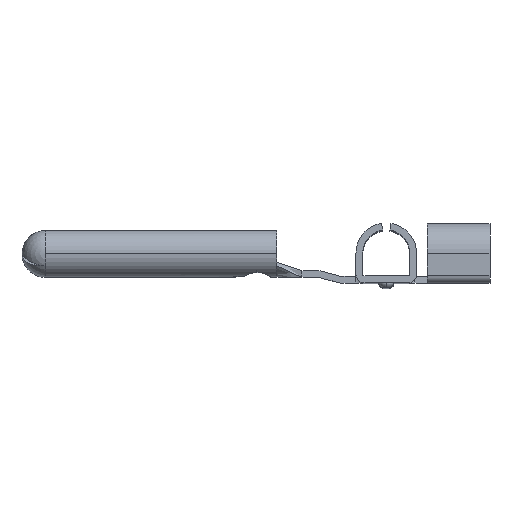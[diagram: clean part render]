
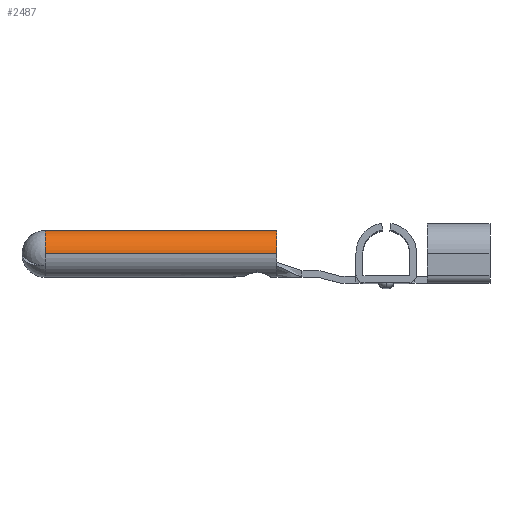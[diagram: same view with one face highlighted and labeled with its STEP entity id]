
A CAD part, top view. The second image highlights one B-rep face of the part: STEP entity #2487.
In plain terms, the highlighted cylindrical face has radius 2.388 mm (diameter 4.775 mm), a partial arc.
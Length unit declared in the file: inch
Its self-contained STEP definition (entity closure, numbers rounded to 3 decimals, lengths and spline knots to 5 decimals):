
#83 = CARTESIAN_POINT ( 'NONE',  ( 1.02, 0.09397, 0.0025 ) ) ;
#91 = EDGE_CURVE ( 'NONE', #3363, #4299, #334, .T. ) ;
#168 = LINE ( 'NONE', #309, #2950 ) ;
#204 = CARTESIAN_POINT ( 'NONE',  ( 0.094, 0., 0. ) ) ;
#309 = CARTESIAN_POINT ( 'NONE',  ( 0.09444, 0.09397, 0.0025 ) ) ;
#321 = DIRECTION ( 'NONE',  ( 1., 0., 0. ) ) ;
#334 = CIRCLE ( 'NONE', #2778, 0.094 ) ;
#457 = CARTESIAN_POINT ( 'NONE',  ( 0.094, 0., 0.094 ) ) ;
#545 = VECTOR ( 'NONE', #1749, 39.37008 ) ;
#550 = ORIENTED_EDGE ( 'NONE', *, *, #2259, .F. ) ;
#576 = DIRECTION ( 'NONE',  ( 0., 0., 1. ) ) ;
#651 = VERTEX_POINT ( 'NONE', #457 ) ;
#679 = ORIENTED_EDGE ( 'NONE', *, *, #91, .T. ) ;
#684 = CARTESIAN_POINT ( 'NONE',  ( 1.02, 0., 0. ) ) ;
#771 = VERTEX_POINT ( 'NONE', #911 ) ;
#911 = CARTESIAN_POINT ( 'NONE',  ( 0.094, 0.094, 0. ) ) ;
#951 = VERTEX_POINT ( 'NONE', #2787 ) ;
#993 = DIRECTION ( 'NONE',  ( -1., 0., 0. ) ) ;
#1065 = DIRECTION ( 'NONE',  ( 0., 0., 1. ) ) ;
#1104 = DIRECTION ( 'NONE',  ( -1., 0., 0. ) ) ;
#1166 = AXIS2_PLACEMENT_3D ( 'NONE', #1655, #4146, #2039 ) ;
#1335 = CARTESIAN_POINT ( 'NONE',  ( 1.02, 0.09397, -0.0025 ) ) ;
#1374 = VERTEX_POINT ( 'NONE', #1335 ) ;
#1376 = CARTESIAN_POINT ( 'NONE',  ( 0.63416, 0., 0.094 ) ) ;
#1464 = DIRECTION ( 'NONE',  ( 0., 0., 1. ) ) ;
#1553 = VERTEX_POINT ( 'NONE', #2803 ) ;
#1559 = CYLINDRICAL_SURFACE ( 'NONE', #3472, 0.094 ) ;
#1568 = EDGE_CURVE ( 'NONE', #3363, #651, #2502, .T. ) ;
#1655 = CARTESIAN_POINT ( 'NONE',  ( 0.09444, 0., 0. ) ) ;
#1665 = EDGE_CURVE ( 'NONE', #3058, #1374, #4607, .T. ) ;
#1715 = AXIS2_PLACEMENT_3D ( 'NONE', #204, #2745, #576 ) ;
#1737 = VERTEX_POINT ( 'NONE', #4348 ) ;
#1749 = DIRECTION ( 'NONE',  ( -1., 0., 0. ) ) ;
#1781 = AXIS2_PLACEMENT_3D ( 'NONE', #684, #3201, #1065 ) ;
#2039 = DIRECTION ( 'NONE',  ( 0., 0., -1. ) ) ;
#2176 = EDGE_CURVE ( 'NONE', #3058, #1737, #2973, .T. ) ;
#2177 = CARTESIAN_POINT ( 'NONE',  ( 1.02, 0., 0. ) ) ;
#2259 = EDGE_CURVE ( 'NONE', #651, #771, #2756, .T. ) ;
#2284 = ORIENTED_EDGE ( 'NONE', *, *, #3189, .T. ) ;
#2365 = CARTESIAN_POINT ( 'NONE',  ( 0.63416, 0., -0.094 ) ) ;
#2487 = ADVANCED_FACE ( 'NONE', ( #4413 ), #1559, .T. ) ;
#2502 = LINE ( 'NONE', #1376, #545 ) ;
#2526 = DIRECTION ( 'NONE',  ( 1., 0., 0. ) ) ;
#2527 = DIRECTION ( 'NONE',  ( 0., 0., 1. ) ) ;
#2532 = LINE ( 'NONE', #2365, #4302 ) ;
#2712 = EDGE_CURVE ( 'NONE', #771, #1553, #4463, .T. ) ;
#2745 = DIRECTION ( 'NONE',  ( -1., 0., 0. ) ) ;
#2756 = CIRCLE ( 'NONE', #4042, 0.094 ) ;
#2778 = AXIS2_PLACEMENT_3D ( 'NONE', #2177, #4651, #2527 ) ;
#2787 = CARTESIAN_POINT ( 'NONE',  ( 1.02, 0., -0.094 ) ) ;
#2803 = CARTESIAN_POINT ( 'NONE',  ( 0.094, 0., -0.094 ) ) ;
#2824 = ORIENTED_EDGE ( 'NONE', *, *, #1665, .T. ) ;
#2940 = CARTESIAN_POINT ( 'NONE',  ( 1.02, 0., 0.094 ) ) ;
#2950 = VECTOR ( 'NONE', #321, 39.37008 ) ;
#2952 = EDGE_CURVE ( 'NONE', #951, #1553, #2532, .T. ) ;
#2973 = CIRCLE ( 'NONE', #1166, 0.094 ) ;
#3058 = VERTEX_POINT ( 'NONE', #3810 ) ;
#3079 = VECTOR ( 'NONE', #2526, 39.37008 ) ;
#3131 = CARTESIAN_POINT ( 'NONE',  ( 0.094, 0., 0. ) ) ;
#3189 = EDGE_CURVE ( 'NONE', #1374, #951, #3396, .T. ) ;
#3201 = DIRECTION ( 'NONE',  ( -1., 0., 0. ) ) ;
#3317 = ORIENTED_EDGE ( 'NONE', *, *, #2712, .F. ) ;
#3363 = VERTEX_POINT ( 'NONE', #2940 ) ;
#3396 = CIRCLE ( 'NONE', #1781, 0.094 ) ;
#3426 = ORIENTED_EDGE ( 'NONE', *, *, #1568, .F. ) ;
#3472 = AXIS2_PLACEMENT_3D ( 'NONE', #3970, #1104, #1464 ) ;
#3504 = DIRECTION ( 'NONE',  ( 0., 0., 1. ) ) ;
#3663 = ORIENTED_EDGE ( 'NONE', *, *, #2176, .F. ) ;
#3763 = DIRECTION ( 'NONE',  ( -1., 0., 0. ) ) ;
#3810 = CARTESIAN_POINT ( 'NONE',  ( 0.09444, 0.09397, -0.0025 ) ) ;
#3815 = EDGE_CURVE ( 'NONE', #1737, #4299, #168, .T. ) ;
#3970 = CARTESIAN_POINT ( 'NONE',  ( 0.63416, 0., 0. ) ) ;
#4042 = AXIS2_PLACEMENT_3D ( 'NONE', #3131, #993, #3504 ) ;
#4146 = DIRECTION ( 'NONE',  ( 1., 0., 0. ) ) ;
#4153 = ORIENTED_EDGE ( 'NONE', *, *, #2952, .T. ) ;
#4179 = EDGE_LOOP ( 'NONE', ( #2284, #4153, #3317, #550, #3426, #679, #4485, #3663, #2824 ) ) ;
#4267 = CARTESIAN_POINT ( 'NONE',  ( 0.09444, 0.09397, -0.0025 ) ) ;
#4299 = VERTEX_POINT ( 'NONE', #83 ) ;
#4302 = VECTOR ( 'NONE', #3763, 39.37008 ) ;
#4348 = CARTESIAN_POINT ( 'NONE',  ( 0.09444, 0.09397, 0.0025 ) ) ;
#4413 = FACE_OUTER_BOUND ( 'NONE', #4179, .T. ) ;
#4463 = CIRCLE ( 'NONE', #1715, 0.094 ) ;
#4485 = ORIENTED_EDGE ( 'NONE', *, *, #3815, .F. ) ;
#4607 = LINE ( 'NONE', #4267, #3079 ) ;
#4651 = DIRECTION ( 'NONE',  ( -1., 0., 0. ) ) ;
